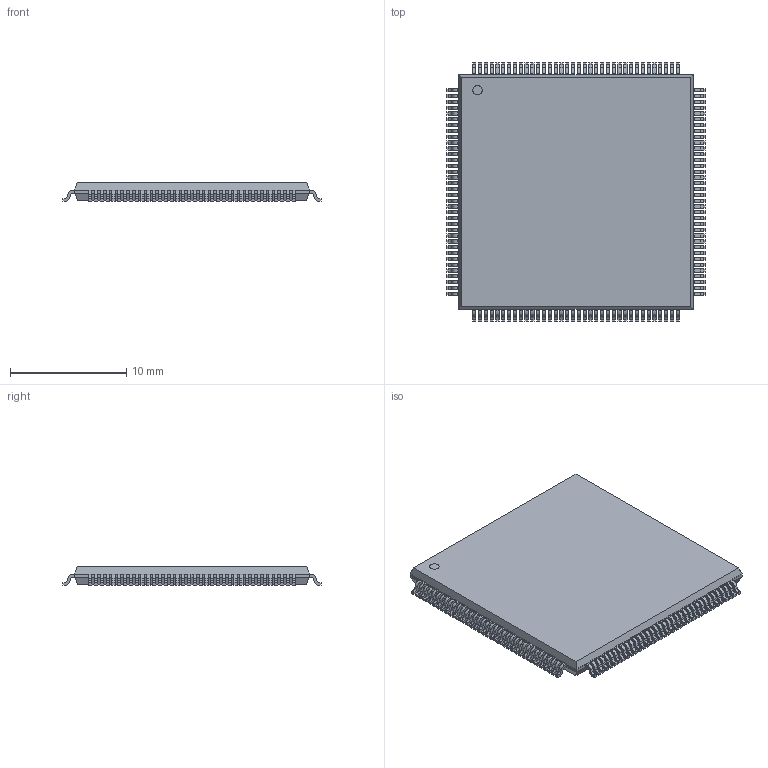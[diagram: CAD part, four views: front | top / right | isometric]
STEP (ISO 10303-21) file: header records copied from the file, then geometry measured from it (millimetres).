
FILE_DESCRIPTION(('STEP AP214'),'1');
FILE_NAME('LQFP144_STM','2024-01-28T08:17:50',(''),(''),'','','');
FILE_SCHEMA(('AUTOMOTIVE_DESIGN'));
Length unit declared in the file: millimetre
Products named in the file (1): product
Bounding box: 22.2 x 22.2 x 1.6 mm (x, y, z)
Volume: 632 mm3; surface area: 1134.3 mm2
Topology: 146 solids, 146 shells, 2033 faces, 5215 edges, 3474 vertices
Faces by surface type: plane 1456, cylinder 577
Full cylindrical faces by diameter (mm): 0.808 x1
Entity records: 58733 total; most frequent: DIRECTION 10438, ORIENTED_EDGE 10428, CARTESIAN_POINT 6087, EDGE_CURVE 5214, LINE 4060, VECTOR 4060, VERTEX_POINT 3474, AXIS2_PLACEMENT_3D 3189
